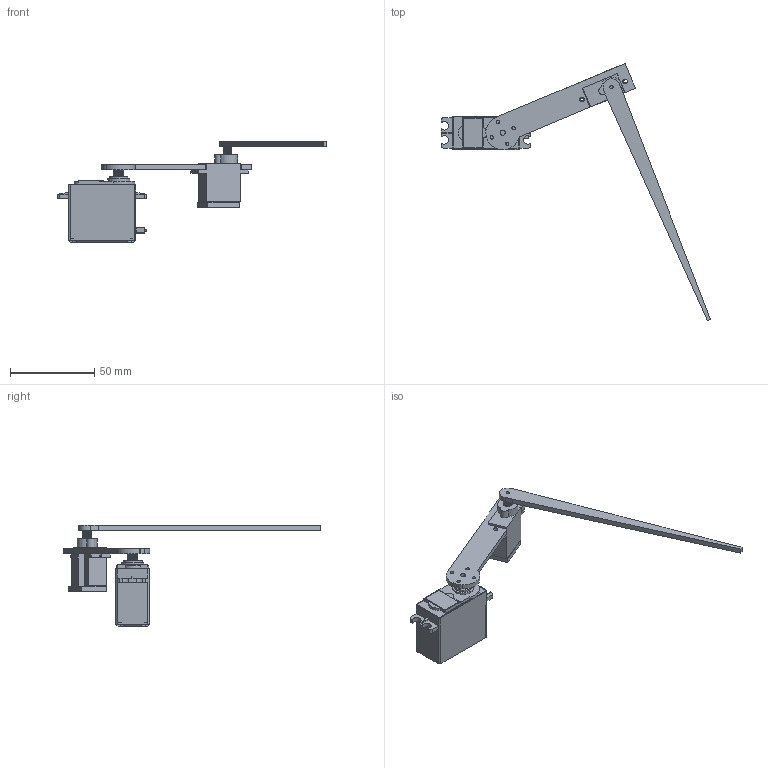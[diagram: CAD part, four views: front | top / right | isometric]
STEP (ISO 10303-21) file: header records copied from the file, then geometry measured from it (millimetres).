
FILE_DESCRIPTION(/* description */ (''),/* implementation_level */ '2;1');
FILE_NAME(/* name */ 'Servos setup.step',/* time_stamp */ '2024-01-29T13:48:21+01:00',/* author */ (''),/* organization */ (''),/* preprocessor_version */ 'ST-DEVELOPER v20',/* originating_system */ 'Autodesk Translation Framework v12.14.0.127',/* authorisation */ '');
FILE_SCHEMA (('AUTOMOTIVE_DESIGN { 1 0 10303 214 3 1 1 }'));
Length unit declared in the file: millimetre
Products named in the file (5): Setup; servo motor (mg90s) v1; FS5106R; Bracket; Component1
Assembly tree (4 placements, depth 2):
  Setup
    servo motor (mg90s) v1
    FS5106R
    Bracket
    Component1
Bounding box: 159.86 x 152.88 x 60.2 mm (x, y, z)
Volume: 44544.2 mm3; surface area: 17343 mm2
Topology: 4 solids, 4 shells, 917 faces, 2629 edges, 1744 vertices
Faces by surface type: plane 782, cylinder 130, cone 5
Full cylindrical faces by diameter (mm): 1.2 x3, 2 x10, 2.8 x2, 3 x2, 4 x4, 5 x1, 5.6 x1, 11 x1, 12.95 x1
Entity records: 30104 total; most frequent: CARTESIAN_POINT 5300, ORIENTED_EDGE 5258, DIRECTION 4753, EDGE_CURVE 2629, LINE 2359, VECTOR 2359, VERTEX_POINT 1744, AXIS2_PLACEMENT_3D 1197
